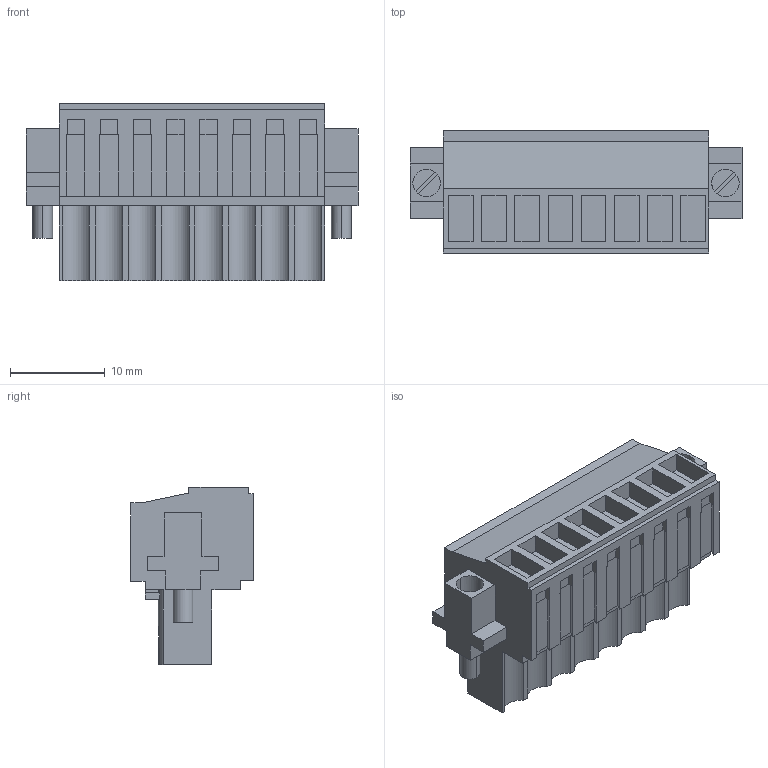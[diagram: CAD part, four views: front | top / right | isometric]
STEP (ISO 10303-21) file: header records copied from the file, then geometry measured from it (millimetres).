
FILE_DESCRIPTION(('CATIA V5R24 STEP','CAx-IF Rec.Pracs.--- Model Styling and Organization---1.2---2011-12-15'),'2;1');
FILE_NAME ('D1453269_0_1606700000_1606700000.stp','2017-05-09T12:51:40+00:00',('none'),('Weidmueller'),'CATIA Version 5-6 Release 2014 SP4 HF52','CATIA V5 STEP AP214','none');
FILE_SCHEMA(('AUTOMOTIVE_DESIGN { 1 0 10303 214 1 1 1 1 }'));
Length unit declared in the file: millimetre
Products named in the file (1): 1606700000
Bounding box: 35 x 12.9 x 18.7 mm (x, y, z)
Volume: 4362.9 mm3; surface area: 3822.6 mm2
Topology: 11 solids, 11 shells, 549 faces, 1523 edges, 1034 vertices
Faces by surface type: plane 481, cylinder 68
Entity records: 17071 total; most frequent: CARTESIAN_POINT 3163, ORIENTED_EDGE 3046, DIRECTION 2258, EDGE_CURVE 1523, VECTOR 1295, LINE 1295, VERTEX_POINT 1034, EDGE_LOOP 591
